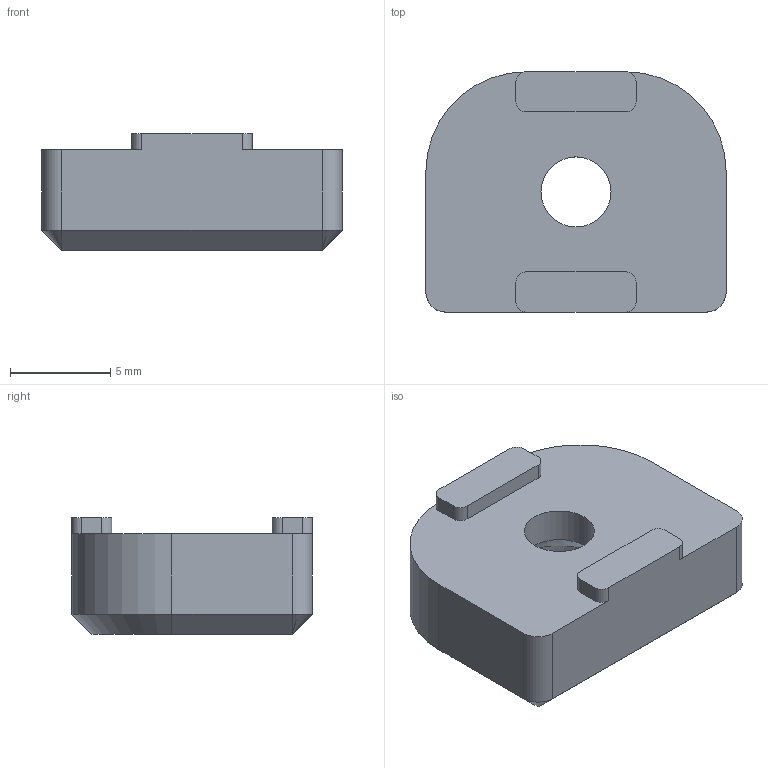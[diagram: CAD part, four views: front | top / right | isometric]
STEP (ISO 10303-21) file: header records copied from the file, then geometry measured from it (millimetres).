
FILE_DESCRIPTION(/* description */ (''),/* implementation_level */ '2;1');
FILE_NAME(/* name */ 'rail_stop v1.step',/* time_stamp */ '2024-08-08T09:11:59-05:00',/* author */ (''),/* organization */ (''),/* preprocessor_version */ 'ST-DEVELOPER v20',/* originating_system */ 'Autodesk Translation Framework v13.14.0.145',/* authorisation */ '');
FILE_SCHEMA (('AUTOMOTIVE_DESIGN { 1 0 10303 214 3 1 1 }'));
Length unit declared in the file: millimetre
Products named in the file (1): rail_stop
Bounding box: 15 x 12 x 5.8 mm (x, y, z)
Volume: 743.6 mm3; surface area: 621.7 mm2
Topology: 1 solids, 1 shells, 37 faces, 93 edges, 56 vertices
Faces by surface type: plane 18, cylinder 14, cone 5
Full cylindrical faces by diameter (mm): 3.5 x1, 6 x1
Entity records: 1116 total; most frequent: DIRECTION 197, CARTESIAN_POINT 185, ORIENTED_EDGE 182, EDGE_CURVE 91, AXIS2_PLACEMENT_3D 68, LINE 61, VECTOR 61, VERTEX_POINT 56
